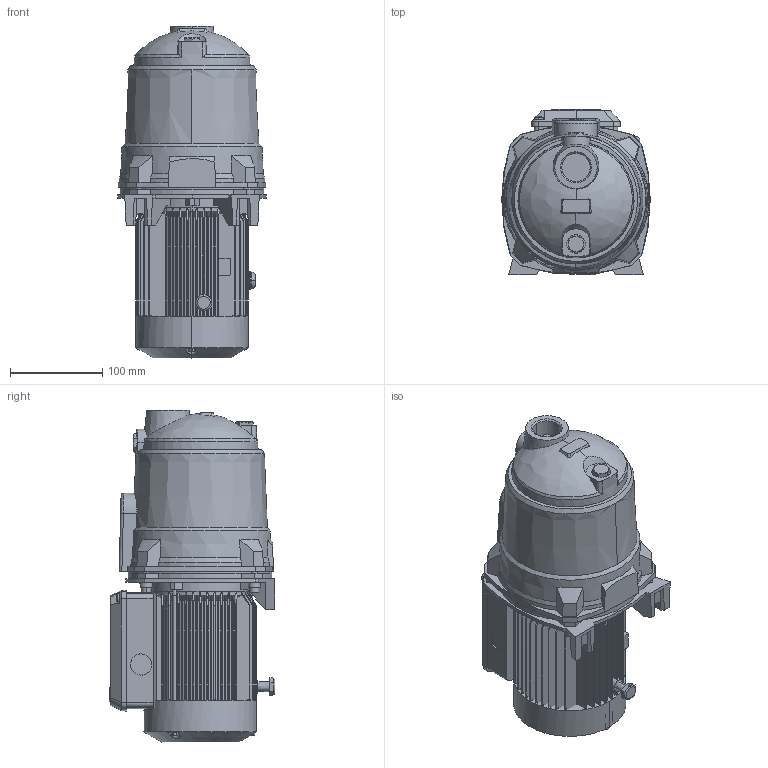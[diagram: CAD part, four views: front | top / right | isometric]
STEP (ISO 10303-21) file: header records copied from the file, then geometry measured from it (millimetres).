
FILE_DESCRIPTION (( 'STEP AP214' ), '1' );
FILE_NAME ('4_93_552_01_REV00.step', '2022-10-13T06:55:41', ( '' ), ( '' ), 'SwSTEP 2.0', 'SolidWorks 2020', '' );
FILE_SCHEMA (( 'AUTOMOTIVE_DESIGN' ));
Length unit declared in the file: millimetre
Products named in the file (2): Copia di 4_93_552_01_REV00^4_93_552_01_REV00; 4_93_552_01_REV00
Assembly tree (1 placements, depth 2):
  4_93_552_01_REV00
    Copia di 4_93_552_01_REV00^4_93_552_01_REV00
Bounding box: 161 x 179.7 x 360 mm (x, y, z)
Volume: 5356768.7 mm3; surface area: 518852 mm2
Topology: 20 solids, 20 shells, 2580 faces, 7169 edges, 4728 vertices
Faces by surface type: bspline 1137, plane 824, cylinder 357, cone 254, torus 4, sphere 4
Entity records: 95604 total; most frequent: CARTESIAN_POINT 35941, ORIENTED_EDGE 14322, DIRECTION 8946, EDGE_CURVE 7161, VERTEX_POINT 4728, LINE 4230, VECTOR 4230, EDGE_LOOP 2699
